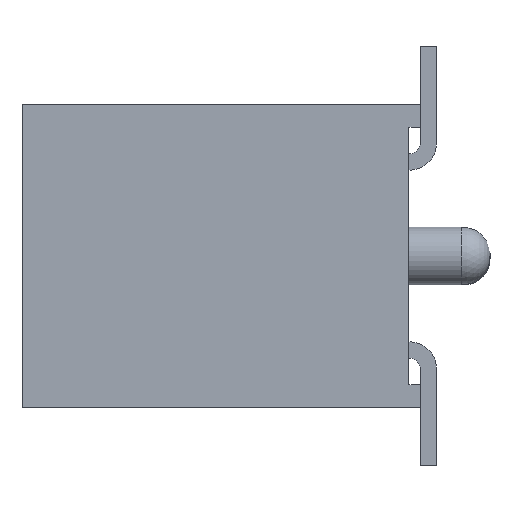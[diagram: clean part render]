
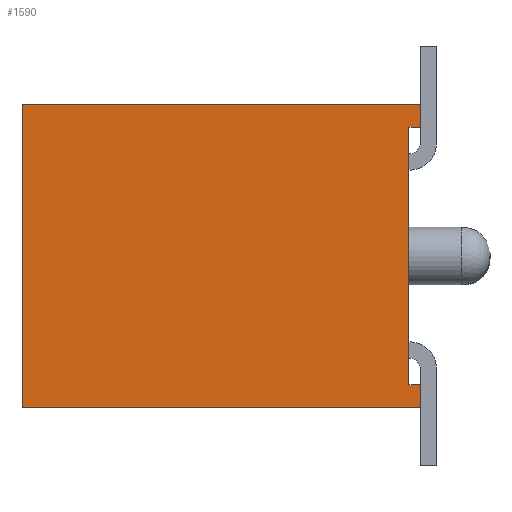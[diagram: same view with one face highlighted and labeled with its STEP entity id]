
A CAD part, left-side view. The second image highlights one B-rep face of the part: STEP entity #1590.
In plain terms, the highlighted planar face has unit normal (-1, 0, 0).
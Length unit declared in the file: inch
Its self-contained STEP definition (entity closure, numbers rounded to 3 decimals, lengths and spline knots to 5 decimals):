
#1590 = ADVANCED_FACE( '', ( #3399 ), #3400, .F. );
#3399 = FACE_OUTER_BOUND( '', #5368, .T. );
#3400 = PLANE( '', #5369 );
#5368 = EDGE_LOOP( '', ( #10162, #10163, #10164, #10165, #10166, #10167, #10168, #10169 ) );
#5369 = AXIS2_PLACEMENT_3D( '', #10170, #10171, #10172 );
#10162 = ORIENTED_EDGE( '', *, *, #13368, .T. );
#10163 = ORIENTED_EDGE( '', *, *, #12237, .T. );
#10164 = ORIENTED_EDGE( '', *, *, #13679, .F. );
#10165 = ORIENTED_EDGE( '', *, *, #12226, .F. );
#10166 = ORIENTED_EDGE( '', *, *, #12805, .T. );
#10167 = ORIENTED_EDGE( '', *, *, #13312, .T. );
#10168 = ORIENTED_EDGE( '', *, *, #13680, .T. );
#10169 = ORIENTED_EDGE( '', *, *, #12417, .T. );
#10170 = CARTESIAN_POINT( '', ( -0.25225, 0.172, -0.0655 ) );
#10171 = DIRECTION( '', ( 1., 0., 0. ) );
#10172 = DIRECTION( '', ( 0., 0., -1. ) );
#12226 = EDGE_CURVE( '', #14996, #14998, #14999, .T. );
#12237 = EDGE_CURVE( '', #15011, #15015, #15017, .T. );
#12417 = EDGE_CURVE( '', #15320, #15321, #15322, .T. );
#12805 = EDGE_CURVE( '', #14996, #15907, #15909, .T. );
#13312 = EDGE_CURVE( '', #15907, #16604, #16606, .T. );
#13368 = EDGE_CURVE( '', #15321, #15011, #16673, .T. );
#13679 = EDGE_CURVE( '', #14998, #15015, #17044, .T. );
#13680 = EDGE_CURVE( '', #16604, #15320, #17045, .T. );
#14996 = VERTEX_POINT( '', #18866 );
#14998 = VERTEX_POINT( '', #18869 );
#14999 = LINE( '', #18870, #18871 );
#15011 = VERTEX_POINT( '', #18888 );
#15015 = VERTEX_POINT( '', #18894 );
#15017 = LINE( '', #18897, #18898 );
#15320 = VERTEX_POINT( '', #19347 );
#15321 = VERTEX_POINT( '', #19348 );
#15322 = LINE( '', #19349, #19350 );
#15907 = VERTEX_POINT( '', #20196 );
#15909 = LINE( '', #20199, #20200 );
#16604 = VERTEX_POINT( '', #21219 );
#16606 = LINE( '', #21222, #21223 );
#16673 = LINE( '', #21320, #21321 );
#17044 = LINE( '', #21868, #21869 );
#17045 = LINE( '', #21870, #21871 );
#18866 = CARTESIAN_POINT( '', ( -0.25225, 0.172, -0.0655 ) );
#18869 = CARTESIAN_POINT( '', ( -0.25225, 0.172, 0.0655 ) );
#18870 = CARTESIAN_POINT( '', ( -0.25225, 0.172, -0.0655 ) );
#18871 = VECTOR( '', #22860, 39.37008 );
#18888 = CARTESIAN_POINT( '', ( -0.25225, 0., 0.0555 ) );
#18894 = CARTESIAN_POINT( '', ( -0.25225, 0., 0.0655 ) );
#18897 = CARTESIAN_POINT( '', ( -0.25225, 0., -0.0655 ) );
#18898 = VECTOR( '', #22869, 39.37008 );
#19347 = CARTESIAN_POINT( '', ( -0.25225, 0.005, -0.0555 ) );
#19348 = CARTESIAN_POINT( '', ( -0.25225, 0.005, 0.0555 ) );
#19349 = CARTESIAN_POINT( '', ( -0.25225, 0.005, -0.0555 ) );
#19350 = VECTOR( '', #23034, 39.37008 );
#20196 = CARTESIAN_POINT( '', ( -0.25225, 0., -0.0655 ) );
#20199 = CARTESIAN_POINT( '', ( -0.25225, 0.172, -0.0655 ) );
#20200 = VECTOR( '', #23393, 39.37008 );
#21219 = CARTESIAN_POINT( '', ( -0.25225, 0., -0.0555 ) );
#21222 = CARTESIAN_POINT( '', ( -0.25225, 0., -0.0655 ) );
#21223 = VECTOR( '', #23833, 39.37008 );
#21320 = CARTESIAN_POINT( '', ( -0.25225, 0.005, 0.0555 ) );
#21321 = VECTOR( '', #23870, 39.37008 );
#21868 = CARTESIAN_POINT( '', ( -0.25225, 0.172, 0.0655 ) );
#21869 = VECTOR( '', #24071, 39.37008 );
#21870 = CARTESIAN_POINT( '', ( -0.25225, 0., -0.0555 ) );
#21871 = VECTOR( '', #24072, 39.37008 );
#22860 = DIRECTION( '', ( 0., 0., 1. ) );
#22869 = DIRECTION( '', ( 0., 0., 1. ) );
#23034 = DIRECTION( '', ( 0., 0., 1. ) );
#23393 = DIRECTION( '', ( 0., -1., 0. ) );
#23833 = DIRECTION( '', ( 0., 0., 1. ) );
#23870 = DIRECTION( '', ( 0., -1., 0. ) );
#24071 = DIRECTION( '', ( 0., -1., 0. ) );
#24072 = DIRECTION( '', ( 0., 1., 0. ) );
